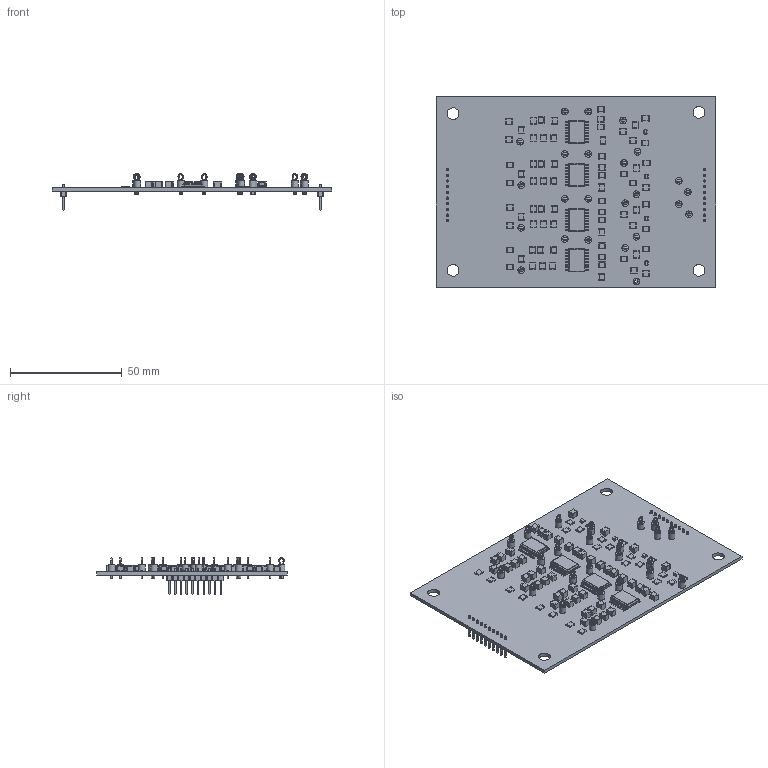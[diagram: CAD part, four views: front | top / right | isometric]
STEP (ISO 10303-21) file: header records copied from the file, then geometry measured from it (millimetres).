
FILE_DESCRIPTION(('KiCad electronic assembly'),'2;1');
FILE_NAME('IsolatedVoltageSensor.step','2025-04-22T13:54:50',('Pcbnew'), ('Kicad'),'Open CASCADE STEP processor 7.9','KiCad to STEP converter', 'Unknown');
FILE_SCHEMA(('AUTOMOTIVE_DESIGN { 1 0 10303 214 1 1 1 1 }'));
Length unit declared in the file: millimetre
Products named in the file (13): IsolatedVoltageSensor 1; R_1210_3225Metric; C_1210_3225Metric; TMP236A2DCKR; BODY-SOT; LEAD-SOT; PIN1-ID; TestPoint_Loop_D2.54mm_Drill1.5mm_Beaded; AMC3330QDWERQ1; BODY-SOIC; LEAD-DWE0016A; PinHeader_1x10_P2.54mm_Vertical; IsolatedVoltageSensor_PCB
Assembly tree (131 placements, depth 3):
  IsolatedVoltageSensor 1
    R_1210_3225Metric  x24
    C_1210_3225Metric  x48
    TMP236A2DCKR  x4
      BODY-SOT
      LEAD-SOT
      PIN1-ID
    TestPoint_Loop_D2.54mm_Drill1.5mm_Beaded  x24
    AMC3330QDWERQ1  x4
      BODY-SOIC
      LEAD-DWE0016A
    PinHeader_1x10_P2.54mm_Vertical  x2
    IsolatedVoltageSensor_PCB
Bounding box: 125 x 85 x 16.37 mm (x, y, z)
Volume: 18399.5 mm3; surface area: 28757 mm2
Topology: 215 solids, 215 shells, 4302 faces, 10576 edges, 6840 vertices
Faces by surface type: plane 2738, cylinder 1420, sphere 72, bspline 48, torus 24
Full cylindrical faces by diameter (mm): 0.5 x48, 1 x20, 1.5 x48, 3 x24, 5.3 x4
Entity records: 18402 total; most frequent: CARTESIAN_POINT 3478, DIRECTION 2566, ORIENTED_EDGE 2354, EDGE_CURVE 1177, LINE 902, VECTOR 902, AXIS2_PLACEMENT_3D 832, VERTEX_POINT 732
